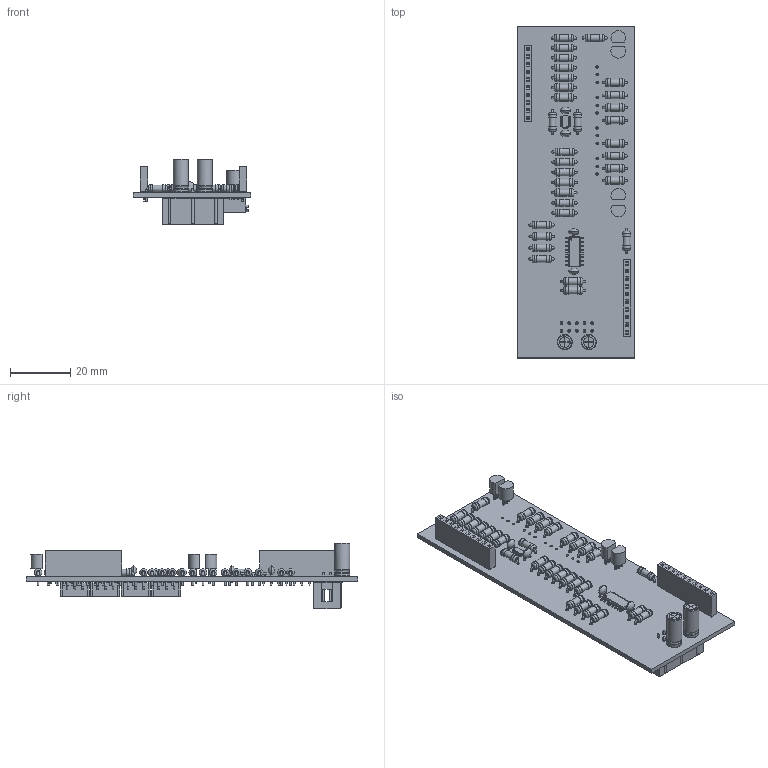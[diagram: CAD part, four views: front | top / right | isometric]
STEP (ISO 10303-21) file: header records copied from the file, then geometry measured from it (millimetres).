
FILE_DESCRIPTION(('KiCad electronic assembly'),'2;1');
FILE_NAME('bottom-board.step','2025-11-04T17:09:10',('Pcbnew'),('Kicad') ,'Open CASCADE STEP processor 7.6','KiCad to STEP converter','Unknown' );
FILE_SCHEMA(('AUTOMOTIVE_DESIGN { 1 0 10303 214 1 1 1 1 }'));
Length unit declared in the file: millimetre
Products named in the file (16): bottom-board 1; R_Axial_DIN0207_L6.3mm_D2.5mm_P7.62mm_Horizontal; PinSocket_1x10_P2.54mm_Vertical; C_Disc_D3.4mm_W2.1mm_P2.50mm; C_Radial_D5.0mm_H11.0mm_P2.00mm; TO-92_Inline; JEITA_SOIC-16_3.9x9.9mm_P1.27mm; Texas_DYY0014A_TSOT-23-14_2x4.2mm_P0.5mm; Potentiometer_Bourns_3296W_Horizontal; Shell001; Body; Body001; Body002; Shell; PinHeader_Shrouded_02x05; bottom-board_PCB
Assembly tree (57 placements, depth 3):
  bottom-board 1
    R_Axial_DIN0207_L6.3mm_D2.5mm_P7.62mm_Horizontal  x32
    PinSocket_1x10_P2.54mm_Vertical  x2
    C_Disc_D3.4mm_W2.1mm_P2.50mm  x4
    C_Radial_D5.0mm_H11.0mm_P2.00mm  x2
    TO-92_Inline  x4
    JEITA_SOIC-16_3.9x9.9mm_P1.27mm
    Texas_DYY0014A_TSOT-23-14_2x4.2mm_P0.5mm
    Potentiometer_Bourns_3296W_Horizontal  x4
      Shell001
      Body
      Body001
      Body002
      Shell
    PinHeader_Shrouded_02x05
    bottom-board_PCB
Bounding box: 39 x 110 x 21.78 mm (x, y, z)
Volume: 9969.8 mm3; surface area: 17622.9 mm2
Topology: 60 solids, 70 shells, 2228 faces, 5184 edges, 3296 vertices
Faces by surface type: plane 1533, cylinder 489, torus 142, bspline 36, revolution 20, sphere 8
Full cylindrical faces by diameter (mm): 0.4 x4, 0.5 x8, 0.52 x24, 0.6 x64, 0.75 x12, 0.8 x88, 0.9 x10, 1 x26, 2.19 x4, 2.25 x32, 2.5 x64, 3.5 x6, 5 x4
Entity records: 39067 total; most frequent: CARTESIAN_POINT 7682, ORIENTED_EDGE 6349, DIRECTION 6253, EDGE_CURVE 3178, LINE 2495, VECTOR 2495, VERTEX_POINT 2023, AXIS2_PLACEMENT_3D 1876
